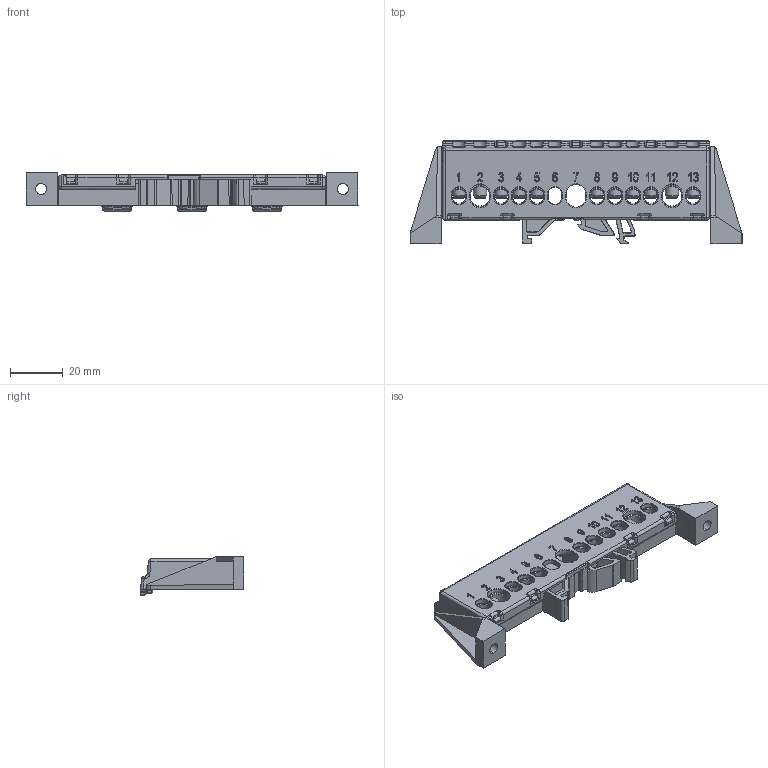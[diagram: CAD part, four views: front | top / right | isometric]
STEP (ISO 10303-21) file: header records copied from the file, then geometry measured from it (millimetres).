
FILE_DESCRIPTION (( 'STEP AP214' ), '1' );
FILE_NAME ('KSN-2-8x12 (05+06).STEP', '2023-11-03T11:57:23', ( '' ), ( '' ), 'SwSTEP 2.0', 'SolidWorks 2022', '' );
FILE_SCHEMA (( 'AUTOMOTIVE_DESIGN' ));
Length unit declared in the file: millimetre
Products named in the file (8): BHBT-3-8x12.06.00; BHBT-3-8x12.05.01; Cover 13; BHBT-3-8x12.05.00; BHBT-3-8x12.06.01; Holder8x12-13-уклоны_уклоны; KSN-2-8x12 (05+06); Винт М5х10_20140212
Assembly tree (17 placements, depth 3):
  KSN-2-8x12 (05+06)
    Holder8x12-13-уклоны_уклоны
    Cover 13
    BHBT-3-8x12.05.00
      BHBT-3-8x12.05.01
      Винт М5х10_20140212  x5
    BHBT-3-8x12.06.00
      BHBT-3-8x12.06.01
      Винт М5х10_20140212  x6
Bounding box: 125.89 x 39.38 x 14.7 mm (x, y, z)
Volume: 23738.9 mm3; surface area: 28154.5 mm2
Topology: 15 solids, 15 shells, 1830 faces, 5013 edges, 3201 vertices
Faces by surface type: plane 848, cylinder 435, cone 222, torus 172, bspline 139, sphere 14
Entity records: 50074 total; most frequent: CARTESIAN_POINT 17587, ORIENTED_EDGE 7318, DIRECTION 5854, EDGE_CURVE 3659, VERTEX_POINT 2349, VECTOR 2164, LINE 2164, AXIS2_PLACEMENT_3D 1845
